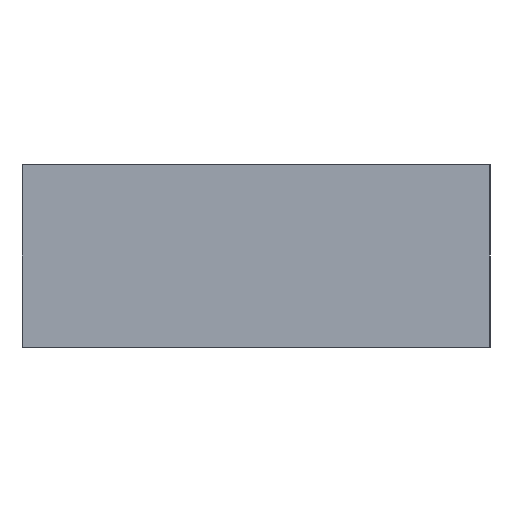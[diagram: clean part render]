
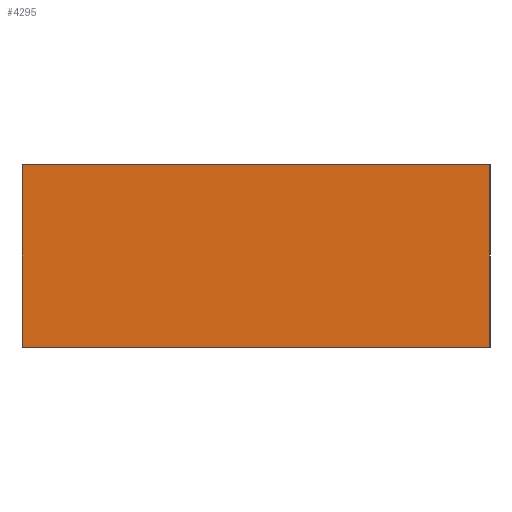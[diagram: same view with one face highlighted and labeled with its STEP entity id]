
A CAD part, left-side view. The second image highlights one B-rep face of the part: STEP entity #4295.
In plain terms, the highlighted planar face has unit normal (-1, 0, 0).
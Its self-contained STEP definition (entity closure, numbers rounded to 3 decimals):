
#18 = VECTOR ( 'NONE', #5690, 1000. ) ;
#825 = LINE ( 'NONE', #826, #2368 ) ;
#826 = CARTESIAN_POINT ( 'NONE',  ( -1.85, 0.264, 0.605 ) ) ;
#827 = DIRECTION ( 'NONE',  ( 0., 1., 0. ) ) ;
#899 = LINE ( 'NONE', #900, #2381 ) ;
#900 = CARTESIAN_POINT ( 'NONE',  ( -1.85, -1.555, -0.605 ) ) ;
#901 = DIRECTION ( 'NONE',  ( 0., 1., 0. ) ) ;
#1086 = VERTEX_POINT ( 'NONE', #7197 ) ;
#1110 = VERTEX_POINT ( 'NONE', #7209 ) ;
#1528 = EDGE_CURVE ( 'NONE', #4495, #4490, #1847, .T. ) ;
#1649 = EDGE_CURVE ( 'NONE', #1086, #1110, #5688, .T. ) ;
#1686 = EDGE_CURVE ( 'NONE', #1086, #4490, #825, .T. ) ;
#1704 = EDGE_CURVE ( 'NONE', #1110, #4495, #899, .T. ) ;
#1847 = LINE ( 'NONE', #1848, #5115 ) ;
#1848 = CARTESIAN_POINT ( 'NONE',  ( -1.85, 1.555, -0.605 ) ) ;
#1849 = DIRECTION ( 'NONE',  ( 0., 0., 1. ) ) ;
#2368 = VECTOR ( 'NONE', #827, 1000. ) ;
#2381 = VECTOR ( 'NONE', #901, 1000. ) ;
#4295 = ADVANCED_FACE ( 'NONE', ( #5832 ), #5296, .F. ) ;
#4461 = EDGE_LOOP ( 'NONE', ( #7472, #7466, #7474, #7480 ) ) ;
#4490 = VERTEX_POINT ( 'NONE', #6736 ) ;
#4495 = VERTEX_POINT ( 'NONE', #6741 ) ;
#5115 = VECTOR ( 'NONE', #1849, 1000. ) ;
#5296 = PLANE ( 'NONE',  #5833 ) ;
#5306 = CARTESIAN_POINT ( 'NONE',  ( -1.85, -1.55, 0.6 ) ) ;
#5307 = DIRECTION ( 'NONE',  ( 1., 0., 0. ) ) ;
#5308 = DIRECTION ( 'NONE',  ( 0., 1., 0. ) ) ;
#5688 = LINE ( 'NONE', #5689, #18 ) ;
#5689 = CARTESIAN_POINT ( 'NONE',  ( -1.85, -1.555, 0.605 ) ) ;
#5690 = DIRECTION ( 'NONE',  ( 0., 0., -1. ) ) ;
#5832 = FACE_OUTER_BOUND ( 'NONE', #4461, .T. ) ;
#5833 = AXIS2_PLACEMENT_3D ( 'NONE', #5306, #5307, #5308 ) ;
#6736 = CARTESIAN_POINT ( 'NONE',  ( -1.85, 1.555, 0.605 ) ) ;
#6741 = CARTESIAN_POINT ( 'NONE',  ( -1.85, 1.555, -0.605 ) ) ;
#7197 = CARTESIAN_POINT ( 'NONE',  ( -1.85, -1.555, 0.605 ) ) ;
#7209 = CARTESIAN_POINT ( 'NONE',  ( -1.85, -1.555, -0.605 ) ) ;
#7466 = ORIENTED_EDGE ( 'NONE', *, *, #1686, .T. ) ;
#7472 = ORIENTED_EDGE ( 'NONE', *, *, #1649, .F. ) ;
#7474 = ORIENTED_EDGE ( 'NONE', *, *, #1528, .F. ) ;
#7480 = ORIENTED_EDGE ( 'NONE', *, *, #1704, .F. ) ;
